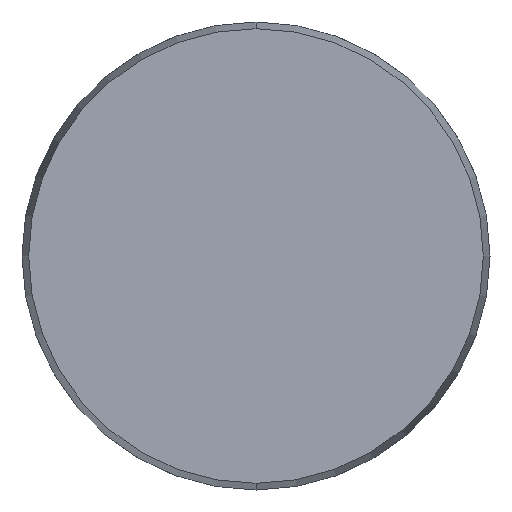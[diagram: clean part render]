
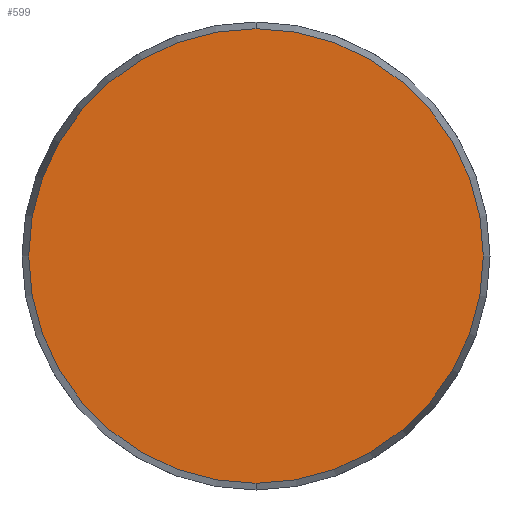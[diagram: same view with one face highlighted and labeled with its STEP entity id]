
A CAD part, front view. The second image highlights one B-rep face of the part: STEP entity #599.
In plain terms, the highlighted planar face has unit normal (0, -1, 0).
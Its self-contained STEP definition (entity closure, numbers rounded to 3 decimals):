
#152 = VERTEX_POINT ( 'NONE', #887 ) ;
#153 = ORIENTED_EDGE ( 'NONE', *, *, #161, .T. ) ;
#161 = EDGE_CURVE ( 'NONE', #152, #514, #813, .T. ) ;
#220 = DIRECTION ( 'NONE',  ( 0., 0., 1. ) ) ;
#303 = CARTESIAN_POINT ( 'NONE',  ( -29.143, 0., 0. ) ) ;
#379 = CARTESIAN_POINT ( 'NONE',  ( 0., 0., 29.143 ) ) ;
#401 = DIRECTION ( 'NONE',  ( 0., -1., 0. ) ) ;
#417 = CARTESIAN_POINT ( 'NONE',  ( 0., 0., 0. ) ) ;
#488 = DIRECTION ( 'NONE',  ( 0., -1., 0. ) ) ;
#514 = VERTEX_POINT ( 'NONE', #379 ) ;
#543 = FACE_OUTER_BOUND ( 'NONE', #982, .T. ) ;
#575 = AXIS2_PLACEMENT_3D ( 'NONE', #807, #401, #728 ) ;
#599 = ADVANCED_FACE ( 'NONE', ( #543 ), #622, .F. ) ;
#608 = AXIS2_PLACEMENT_3D ( 'NONE', #303, #941, #220 ) ;
#622 = PLANE ( 'NONE',  #608 ) ;
#695 = CIRCLE ( 'NONE', #575, 29.143 ) ;
#728 = DIRECTION ( 'NONE',  ( 0., 0., -1. ) ) ;
#795 = DIRECTION ( 'NONE',  ( 0., 0., -1. ) ) ;
#807 = CARTESIAN_POINT ( 'NONE',  ( 0., 0., 0. ) ) ;
#810 = ORIENTED_EDGE ( 'NONE', *, *, #1011, .T. ) ;
#813 = CIRCLE ( 'NONE', #880, 29.143 ) ;
#880 = AXIS2_PLACEMENT_3D ( 'NONE', #417, #488, #795 ) ;
#887 = CARTESIAN_POINT ( 'NONE',  ( 0., 0., -29.143 ) ) ;
#941 = DIRECTION ( 'NONE',  ( 0., 1., 0. ) ) ;
#982 = EDGE_LOOP ( 'NONE', ( #810, #153 ) ) ;
#1011 = EDGE_CURVE ( 'NONE', #514, #152, #695, .T. ) ;
